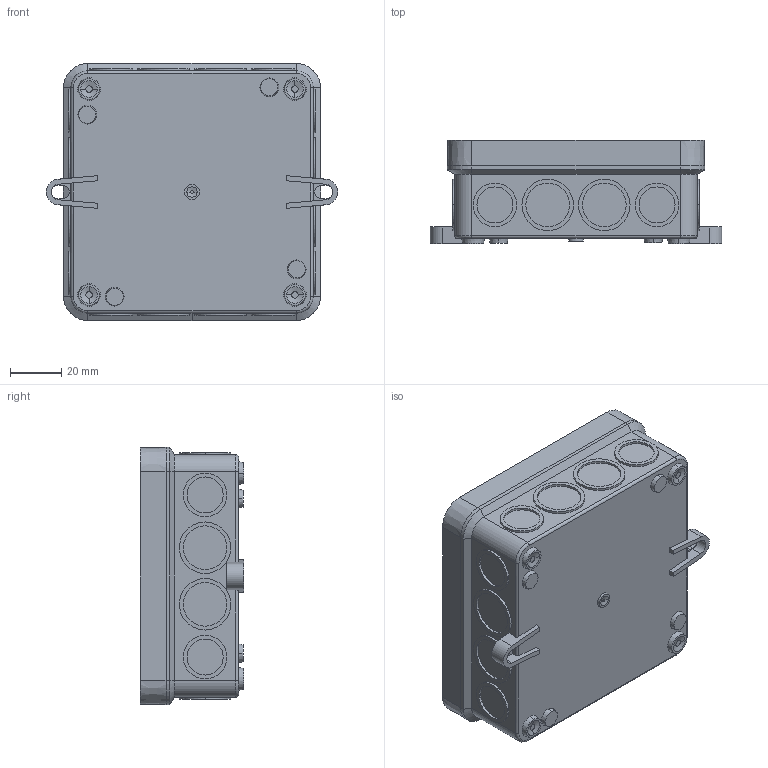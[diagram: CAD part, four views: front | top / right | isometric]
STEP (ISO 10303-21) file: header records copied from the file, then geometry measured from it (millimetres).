
FILE_DESCRIPTION (( 'STEP AP214' ), '1' );
FILE_NAME ('2000378.STP', '2020-07-21T13:28:10', ( '' ), ( '' ), 'SwSTEP 2.0', 'SolidWorks 2018', '' );
FILE_SCHEMA (( 'AUTOMOTIVE_DESIGN' ));
Length unit declared in the file: millimetre
Products named in the file (3): 2000378; 043159_A14; 043160_LGR
Assembly tree (2 placements, depth 2):
  2000378
    043159_A14
    043160_LGR
Bounding box: 113.26 x 40.2 x 100 mm (x, y, z)
Volume: 68250.8 mm3; surface area: 78700.5 mm2
Topology: 2 solids, 2 shells, 409 faces, 888 edges, 535 vertices
Faces by surface type: plane 187, cylinder 112, cone 90, torus 20
Entity records: 11190 total; most frequent: DIRECTION 2074, CARTESIAN_POINT 1897, ORIENTED_EDGE 1776, EDGE_CURVE 888, AXIS2_PLACEMENT_3D 784, VERTEX_POINT 535, LINE 506, VECTOR 506
